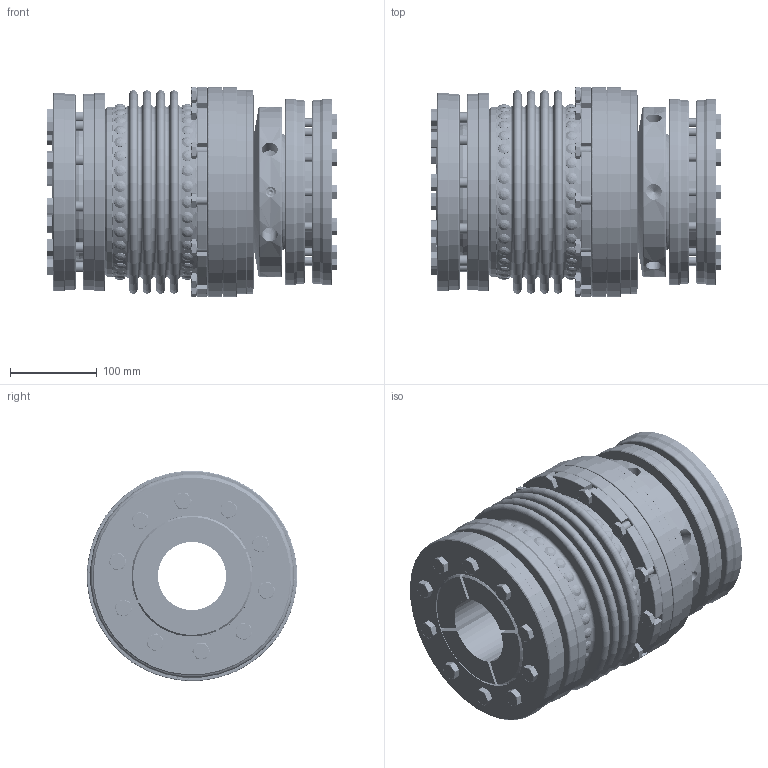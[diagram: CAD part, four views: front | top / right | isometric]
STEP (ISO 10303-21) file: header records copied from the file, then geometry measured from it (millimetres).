
FILE_DESCRIPTION(/* description */ ('Unknown','CAx-IF Rec.Pracs.---Representation and Presentation of Product Manufacturing Information (PMI)---4.0---2014-10-13','CAx-IF Rec.Pracs.---3D Tessellated Geometry---0.4---2014-09-14','2;1'),/* implementation_level */ '2;1');
FILE_NAME(/* name */ 'SKB-KP 6000',/* time_stamp */ '2023-10-06T09:43:29+02:00',/* author */ ('Unknown'),/* organization */ ('Unknown'),/* preprocessor_version */ 'ST-DEVELOPER v18.102',/* originating_system */ 'Solid Edge',/* authorisation */ 'Unknown');
FILE_SCHEMA (('AP242_MANAGED_MODEL_BASED_3D_ENGINEERING_MIM_LF { 1 0 10303 442 1 1 4 }'));
Products named in the file (1): SKB-KP 6000
Bounding box: 336.2 x 243.7 x 243.7 mm (x, y, z)
Volume: 6954435.1 mm3; surface area: 1299147.9 mm2
Topology: 1 solids, 73 shells, 2168 faces, 4856 edges, 3082 vertices
Faces by surface type: cylinder 727, plane 704, cone 375, torus 300, sphere 62
Full cylindrical faces by diameter (mm): 4 x2, 6.4 x68, 6.647 x6, 6.8 x69, 8 x24, 8.376 x36, 8.5 x10, 10 x24, 10.089 x10, 10.5 x12, 12 x32, 14 x24, 15.5 x12, 15.6 x12, 17.727 x10, 18 x6, 79 x1, 85 x1, 101 x1, 126 x1, 129.8 x1, 130 x2, 130.1 x1, 133.457 x1, 135 x2, 136 x1, 140 x1, 141.943 x2, 144 x2, 144.923 x1
Entity records: 61311 total; most frequent: CARTESIAN_POINT 19161, DIRECTION 8806, ORIENTED_EDGE 7088, AXIS2_PLACEMENT_3D 4007, FACE_BOUND 3569, EDGE_CURVE 3544, EDGE_LOOP 3443, VERTEX_POINT 2723
